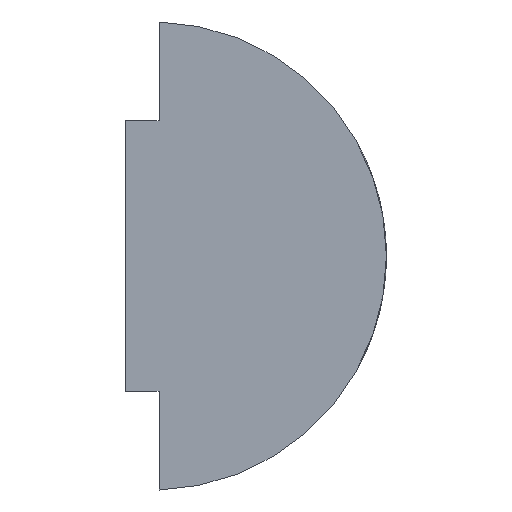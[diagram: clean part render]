
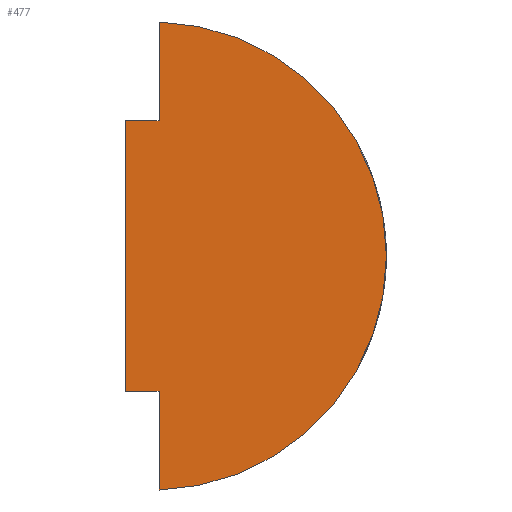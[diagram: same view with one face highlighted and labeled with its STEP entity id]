
A CAD part, left-side view. The second image highlights one B-rep face of the part: STEP entity #477.
In plain terms, the highlighted planar face has unit normal (-1, 0, 0).
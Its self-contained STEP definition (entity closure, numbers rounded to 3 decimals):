
#11 = CARTESIAN_POINT ( 'NONE',  ( -10., 1., 4.05 ) ) ;
#12 = EDGE_CURVE ( 'NONE', #65, #35, #28, .T. ) ;
#23 = DIRECTION ( 'NONE',  ( 1., 0., 0. ) ) ;
#26 = PLANE ( 'NONE',  #449 ) ;
#27 = VERTEX_POINT ( 'NONE', #141 ) ;
#28 = CIRCLE ( 'NONE', #320, 7. ) ;
#35 = VERTEX_POINT ( 'NONE', #492 ) ;
#42 = CARTESIAN_POINT ( 'NONE',  ( -10., 0., 6.997 ) ) ;
#49 = EDGE_CURVE ( 'NONE', #27, #170, #107, .T. ) ;
#65 = VERTEX_POINT ( 'NONE', #42 ) ;
#67 = CARTESIAN_POINT ( 'NONE',  ( -10., 0.2, 0. ) ) ;
#72 = EDGE_CURVE ( 'NONE', #35, #27, #114, .T. ) ;
#73 = CARTESIAN_POINT ( 'NONE',  ( -10., 0., -6.997 ) ) ;
#75 = VERTEX_POINT ( 'NONE', #500 ) ;
#77 = LINE ( 'NONE', #233, #423 ) ;
#94 = VECTOR ( 'NONE', #157, 1000. ) ;
#107 = LINE ( 'NONE', #419, #285 ) ;
#114 = LINE ( 'NONE', #73, #94 ) ;
#141 = CARTESIAN_POINT ( 'NONE',  ( -10., 0., -4.05 ) ) ;
#157 = DIRECTION ( 'NONE',  ( 0., 0., 1. ) ) ;
#166 = EDGE_CURVE ( 'NONE', #75, #65, #197, .T. ) ;
#170 = VERTEX_POINT ( 'NONE', #232 ) ;
#177 = VECTOR ( 'NONE', #506, 1000. ) ;
#197 = LINE ( 'NONE', #467, #177 ) ;
#213 = ORIENTED_EDGE ( 'NONE', *, *, #166, .F. ) ;
#229 = ORIENTED_EDGE ( 'NONE', *, *, #279, .F. ) ;
#232 = CARTESIAN_POINT ( 'NONE',  ( -10., 1., -4.05 ) ) ;
#233 = CARTESIAN_POINT ( 'NONE',  ( -10., 1., -4.05 ) ) ;
#258 = DIRECTION ( 'NONE',  ( 0., 0., -1. ) ) ;
#279 = EDGE_CURVE ( 'NONE', #170, #365, #77, .T. ) ;
#285 = VECTOR ( 'NONE', #502, 1000. ) ;
#294 = DIRECTION ( 'NONE',  ( 0., 0., -1. ) ) ;
#295 = LINE ( 'NONE', #490, #436 ) ;
#301 = DIRECTION ( 'NONE',  ( 0., -1., 0. ) ) ;
#320 = AXIS2_PLACEMENT_3D ( 'NONE', #341, #23, #294 ) ;
#331 = EDGE_LOOP ( 'NONE', ( #352, #213, #421, #229, #348, #405 ) ) ;
#341 = CARTESIAN_POINT ( 'NONE',  ( -10., 0.2, 0. ) ) ;
#348 = ORIENTED_EDGE ( 'NONE', *, *, #49, .F. ) ;
#352 = ORIENTED_EDGE ( 'NONE', *, *, #12, .F. ) ;
#365 = VERTEX_POINT ( 'NONE', #11 ) ;
#384 = DIRECTION ( 'NONE',  ( 0., 0., 1. ) ) ;
#405 = ORIENTED_EDGE ( 'NONE', *, *, #72, .F. ) ;
#419 = CARTESIAN_POINT ( 'NONE',  ( -10., 0., -4.05 ) ) ;
#421 = ORIENTED_EDGE ( 'NONE', *, *, #507, .F. ) ;
#423 = VECTOR ( 'NONE', #384, 1000. ) ;
#436 = VECTOR ( 'NONE', #301, 1000. ) ;
#449 = AXIS2_PLACEMENT_3D ( 'NONE', #67, #505, #258 ) ;
#467 = CARTESIAN_POINT ( 'NONE',  ( -10., 0., 4.05 ) ) ;
#477 = ADVANCED_FACE ( 'PLANAR_6', ( #486 ), #26, .F. ) ;
#486 = FACE_OUTER_BOUND ( 'NONE', #331, .T. ) ;
#490 = CARTESIAN_POINT ( 'NONE',  ( -10., 1., 4.05 ) ) ;
#492 = CARTESIAN_POINT ( 'NONE',  ( -10., 0., -6.997 ) ) ;
#500 = CARTESIAN_POINT ( 'NONE',  ( -10., 0., 4.05 ) ) ;
#502 = DIRECTION ( 'NONE',  ( 0., 1., 0. ) ) ;
#505 = DIRECTION ( 'NONE',  ( 1., 0., 0. ) ) ;
#506 = DIRECTION ( 'NONE',  ( 0., 0., 1. ) ) ;
#507 = EDGE_CURVE ( 'NONE', #365, #75, #295, .T. ) ;
